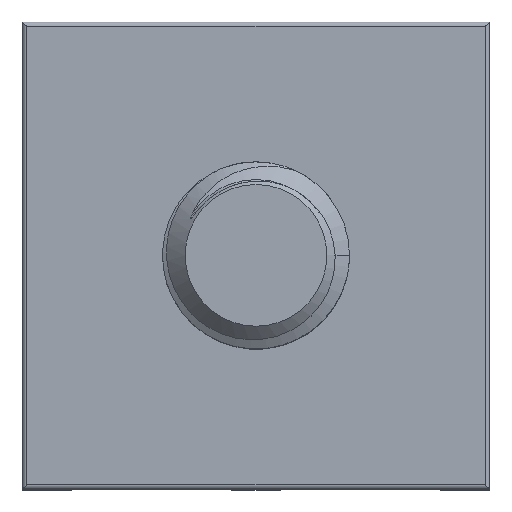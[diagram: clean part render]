
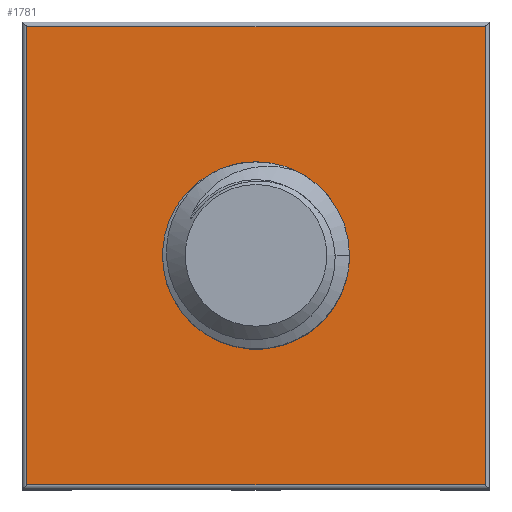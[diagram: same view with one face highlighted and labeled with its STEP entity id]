
A CAD part, top view. The second image highlights one B-rep face of the part: STEP entity #1781.
In plain terms, the highlighted planar face has unit normal (0, 0, 1).
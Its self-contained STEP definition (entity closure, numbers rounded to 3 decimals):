
#301 = VERTEX_POINT('',#302);
#302 = CARTESIAN_POINT('',(-4.9,4.9,3.5));
#309 = EDGE_CURVE('',#301,#310,#312,.T.);
#310 = VERTEX_POINT('',#311);
#311 = CARTESIAN_POINT('',(4.9,4.9,3.5));
#312 = LINE('',#313,#314);
#313 = CARTESIAN_POINT('',(-5.,4.9,3.5));
#314 = VECTOR('',#315,1.);
#315 = DIRECTION('',(1.,0.,0.));
#1284 = EDGE_CURVE('',#310,#1285,#1287,.T.);
#1285 = VERTEX_POINT('',#1286);
#1286 = CARTESIAN_POINT('',(4.9,-4.9,3.5));
#1287 = LINE('',#1288,#1289);
#1288 = CARTESIAN_POINT('',(4.9,5.,3.5));
#1289 = VECTOR('',#1290,1.);
#1290 = DIRECTION('',(0.,-1.,0.));
#1761 = VERTEX_POINT('',#1762);
#1762 = CARTESIAN_POINT('',(-4.9,-4.9,3.5));
#1769 = EDGE_CURVE('',#1761,#301,#1770,.T.);
#1770 = LINE('',#1771,#1772);
#1771 = CARTESIAN_POINT('',(-4.9,-5.,3.5));
#1772 = VECTOR('',#1773,1.);
#1773 = DIRECTION('',(0.,1.,0.));
#1781 = ADVANCED_FACE('',(#1782,#1793),#1912,.F.);
#1782 = FACE_BOUND('',#1783,.F.);
#1783 = EDGE_LOOP('',(#1784,#1785,#1786,#1787));
#1784 = ORIENTED_EDGE('',*,*,#1769,.T.);
#1785 = ORIENTED_EDGE('',*,*,#309,.T.);
#1786 = ORIENTED_EDGE('',*,*,#1284,.T.);
#1787 = ORIENTED_EDGE('',*,*,#1788,.T.);
#1788 = EDGE_CURVE('',#1285,#1761,#1789,.T.);
#1789 = LINE('',#1790,#1791);
#1790 = CARTESIAN_POINT('',(5.,-4.9,3.5));
#1791 = VECTOR('',#1792,1.);
#1792 = DIRECTION('',(-1.,0.,0.));
#1793 = FACE_BOUND('',#1794,.F.);
#1794 = EDGE_LOOP('',(#1795,#1814,#1831,#1868,#1895));
#1795 = ORIENTED_EDGE('',*,*,#1796,.F.);
#1796 = EDGE_CURVE('',#1797,#1799,#1801,.T.);
#1797 = VERTEX_POINT('',#1798);
#1798 = CARTESIAN_POINT('',(1.827,0.,3.5));
#1799 = VERTEX_POINT('',#1800);
#1800 = CARTESIAN_POINT('',(1.247,-1.564,3.5));
#1801 = B_SPLINE_CURVE_WITH_KNOTS('',6,(#1802,#1803,#1804,#1805,#1806,
    #1807,#1808,#1809,#1810,#1811,#1812,#1813),.UNSPECIFIED.,.F.,.F.,(7,
    5,7),(0.,0.492,1.),.UNSPECIFIED.);
#1802 = CARTESIAN_POINT('',(1.827,0.,3.5));
#1803 = CARTESIAN_POINT('',(1.842,-0.139,3.5));
#1804 = CARTESIAN_POINT('',(1.843,-0.28,3.5));
#1805 = CARTESIAN_POINT('',(1.832,-0.422,3.5));
#1806 = CARTESIAN_POINT('',(1.808,-0.561,3.5));
#1807 = CARTESIAN_POINT('',(1.772,-0.699,3.5));
#1808 = CARTESIAN_POINT('',(1.673,-0.969,3.5));
#1809 = CARTESIAN_POINT('',(1.611,-1.102,3.5));
#1810 = CARTESIAN_POINT('',(1.536,-1.229,3.5));
#1811 = CARTESIAN_POINT('',(1.45,-1.349,3.5));
#1812 = CARTESIAN_POINT('',(1.353,-1.461,3.5));
#1813 = CARTESIAN_POINT('',(1.247,-1.564,3.5));
#1814 = ORIENTED_EDGE('',*,*,#1815,.T.);
#1815 = EDGE_CURVE('',#1797,#1816,#1818,.T.);
#1816 = VERTEX_POINT('',#1817);
#1817 = CARTESIAN_POINT('',(0.784,1.419,3.5));
#1818 = B_SPLINE_CURVE_WITH_KNOTS('',6,(#1819,#1820,#1821,#1822,#1823,
    #1824,#1825,#1826,#1827,#1828,#1829,#1830),.UNSPECIFIED.,.F.,.F.,(7,
    5,7),(0.,0.512,1.),.UNSPECIFIED.);
#1819 = CARTESIAN_POINT('',(1.827,0.,3.5));
#1820 = CARTESIAN_POINT('',(1.81,0.159,3.5));
#1821 = CARTESIAN_POINT('',(1.776,0.316,3.5));
#1822 = CARTESIAN_POINT('',(1.726,0.469,3.5));
#1823 = CARTESIAN_POINT('',(1.66,0.614,3.5));
#1824 = CARTESIAN_POINT('',(1.579,0.751,3.5));
#1825 = CARTESIAN_POINT('',(1.393,0.998,3.5));
#1826 = CARTESIAN_POINT('',(1.29,1.108,3.5));
#1827 = CARTESIAN_POINT('',(1.176,1.206,3.5));
#1828 = CARTESIAN_POINT('',(1.053,1.292,3.5));
#1829 = CARTESIAN_POINT('',(0.921,1.363,3.5));
#1830 = CARTESIAN_POINT('',(0.784,1.419,3.5));
#1831 = ORIENTED_EDGE('',*,*,#1832,.F.);
#1832 = EDGE_CURVE('',#1833,#1816,#1835,.T.);
#1833 = VERTEX_POINT('',#1834);
#1834 = CARTESIAN_POINT('',(-1.419,0.784,3.5));
#1835 = B_SPLINE_CURVE_WITH_KNOTS('',6,(#1836,#1837,#1838,#1839,#1840,
    #1841,#1842,#1843,#1844,#1845,#1846,#1847,#1848,#1849,#1850,#1851,
    #1852,#1853,#1854,#1855,#1856,#1857,#1858,#1859,#1860,#1861,#1862,
    #1863,#1864,#1865,#1866,#1867),.UNSPECIFIED.,.F.,.F.,(7,5,5,5,5,5,7)
  ,(0.,0.133,0.291,0.5,0.709,
    0.867,1.),.UNSPECIFIED.);
#1836 = CARTESIAN_POINT('',(-1.419,0.784,3.5));
#1837 = CARTESIAN_POINT('',(-1.393,0.821,3.5));
#1838 = CARTESIAN_POINT('',(-1.364,0.859,3.5));
#1839 = CARTESIAN_POINT('',(-1.333,0.899,3.5));
#1840 = CARTESIAN_POINT('',(-1.3,0.939,3.5));
#1841 = CARTESIAN_POINT('',(-1.266,0.979,3.5));
#1842 = CARTESIAN_POINT('',(-1.185,1.065,3.5));
#1843 = CARTESIAN_POINT('',(-1.139,1.11,3.5));
#1844 = CARTESIAN_POINT('',(-1.09,1.155,3.5));
#1845 = CARTESIAN_POINT('',(-1.038,1.198,3.5));
#1846 = CARTESIAN_POINT('',(-0.984,1.238,3.5));
#1847 = CARTESIAN_POINT('',(-0.854,1.327,3.5));
#1848 = CARTESIAN_POINT('',(-0.776,1.374,3.5));
#1849 = CARTESIAN_POINT('',(-0.694,1.416,3.5));
#1850 = CARTESIAN_POINT('',(-0.61,1.453,3.5));
#1851 = CARTESIAN_POINT('',(-0.523,1.484,3.5));
#1852 = CARTESIAN_POINT('',(-0.347,1.535,3.5));
#1853 = CARTESIAN_POINT('',(-0.257,1.554,3.5));
#1854 = CARTESIAN_POINT('',(-0.166,1.568,3.5));
#1855 = CARTESIAN_POINT('',(-0.075,1.576,3.5));
#1856 = CARTESIAN_POINT('',(0.016,1.578,3.5));
#1857 = CARTESIAN_POINT('',(0.174,1.572,3.5));
#1858 = CARTESIAN_POINT('',(0.241,1.566,3.5));
#1859 = CARTESIAN_POINT('',(0.308,1.558,3.5));
#1860 = CARTESIAN_POINT('',(0.373,1.546,3.5));
#1861 = CARTESIAN_POINT('',(0.437,1.532,3.5));
#1862 = CARTESIAN_POINT('',(0.551,1.502,3.5));
#1863 = CARTESIAN_POINT('',(0.601,1.487,3.5));
#1864 = CARTESIAN_POINT('',(0.651,1.471,3.5));
#1865 = CARTESIAN_POINT('',(0.698,1.453,3.5));
#1866 = CARTESIAN_POINT('',(0.742,1.436,3.5));
#1867 = CARTESIAN_POINT('',(0.784,1.419,3.5));
#1868 = ORIENTED_EDGE('',*,*,#1869,.F.);
#1869 = EDGE_CURVE('',#1870,#1833,#1872,.T.);
#1870 = VERTEX_POINT('',#1871);
#1871 = CARTESIAN_POINT('',(-0.224,-1.987,3.5));
#1872 = B_SPLINE_CURVE_WITH_KNOTS('',6,(#1873,#1874,#1875,#1876,#1877,
    #1878,#1879,#1880,#1881,#1882,#1883,#1884,#1885,#1886,#1887,#1888,
    #1889,#1890,#1891,#1892,#1893,#1894),.UNSPECIFIED.,.F.,.F.,(7,5,5,5,
    7),(0.,0.274,0.527,0.767,1.),
  .UNSPECIFIED.);
#1873 = CARTESIAN_POINT('',(-0.224,-1.987,3.5));
#1874 = CARTESIAN_POINT('',(-0.387,-1.953,3.5));
#1875 = CARTESIAN_POINT('',(-0.547,-1.902,3.5));
#1876 = CARTESIAN_POINT('',(-0.701,-1.835,3.5));
#1877 = CARTESIAN_POINT('',(-0.846,-1.753,3.5));
#1878 = CARTESIAN_POINT('',(-0.982,-1.656,3.5));
#1879 = CARTESIAN_POINT('',(-1.22,-1.446,3.5));
#1880 = CARTESIAN_POINT('',(-1.325,-1.335,3.5));
#1881 = CARTESIAN_POINT('',(-1.418,-1.214,3.5));
#1882 = CARTESIAN_POINT('',(-1.498,-1.085,3.5));
#1883 = CARTESIAN_POINT('',(-1.565,-0.949,3.5));
#1884 = CARTESIAN_POINT('',(-1.667,-0.674,3.5));
#1885 = CARTESIAN_POINT('',(-1.704,-0.535,3.5));
#1886 = CARTESIAN_POINT('',(-1.728,-0.394,3.5));
#1887 = CARTESIAN_POINT('',(-1.738,-0.251,3.5));
#1888 = CARTESIAN_POINT('',(-1.733,-0.109,3.5));
#1889 = CARTESIAN_POINT('',(-1.697,0.167,3.5));
#1890 = CARTESIAN_POINT('',(-1.666,0.301,3.5));
#1891 = CARTESIAN_POINT('',(-1.622,0.431,3.5));
#1892 = CARTESIAN_POINT('',(-1.566,0.556,3.5));
#1893 = CARTESIAN_POINT('',(-1.498,0.674,3.5));
#1894 = CARTESIAN_POINT('',(-1.419,0.784,3.5));
#1895 = ORIENTED_EDGE('',*,*,#1896,.F.);
#1896 = EDGE_CURVE('',#1799,#1870,#1897,.T.);
#1897 = B_SPLINE_CURVE_WITH_KNOTS('',5,(#1898,#1899,#1900,#1901,#1902,
    #1903,#1904,#1905,#1906,#1907,#1908,#1909,#1910,#1911),
  .UNSPECIFIED.,.F.,.F.,(6,4,4,6),(0.,0.371,0.686,1.),
  .UNSPECIFIED.);
#1898 = CARTESIAN_POINT('',(1.247,-1.564,3.5));
#1899 = CARTESIAN_POINT('',(1.156,-1.636,3.5));
#1900 = CARTESIAN_POINT('',(1.059,-1.702,3.5));
#1901 = CARTESIAN_POINT('',(0.958,-1.761,3.5));
#1902 = CARTESIAN_POINT('',(0.853,-1.813,3.5));
#1903 = CARTESIAN_POINT('',(0.653,-1.893,3.5));
#1904 = CARTESIAN_POINT('',(0.559,-1.924,3.5));
#1905 = CARTESIAN_POINT('',(0.463,-1.949,3.5));
#1906 = CARTESIAN_POINT('',(0.366,-1.969,3.5));
#1907 = CARTESIAN_POINT('',(0.17,-1.995,3.5));
#1908 = CARTESIAN_POINT('',(0.072,-2.002,3.5));
#1909 = CARTESIAN_POINT('',(-0.027,-2.004,3.5));
#1910 = CARTESIAN_POINT('',(-0.126,-1.999,3.5));
#1911 = CARTESIAN_POINT('',(-0.224,-1.987,3.5));
#1912 = PLANE('',#1913);
#1913 = AXIS2_PLACEMENT_3D('',#1914,#1915,#1916);
#1914 = CARTESIAN_POINT('',(0.,0.,3.5));
#1915 = DIRECTION('',(-0.,-0.,-1.));
#1916 = DIRECTION('',(-1.,0.,0.));
